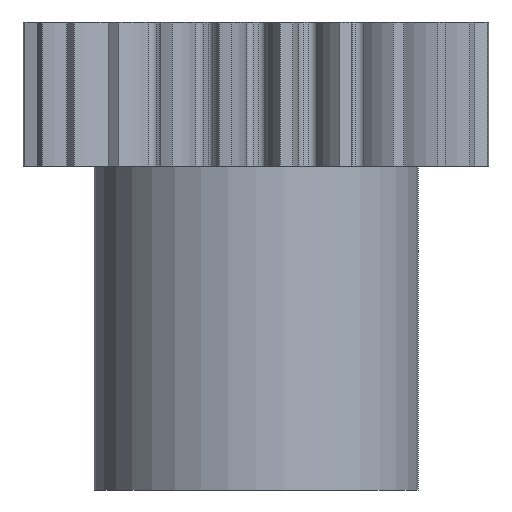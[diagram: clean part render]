
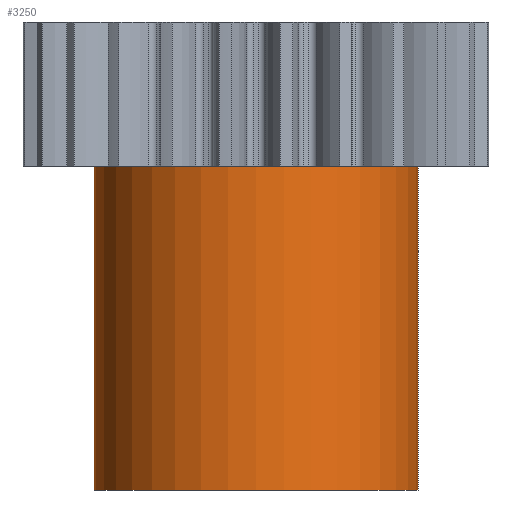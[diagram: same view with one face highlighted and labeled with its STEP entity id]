
A CAD part, front view. The second image highlights one B-rep face of the part: STEP entity #3250.
In plain terms, the highlighted cylindrical face has radius 9 mm (diameter 18 mm), a partial arc.
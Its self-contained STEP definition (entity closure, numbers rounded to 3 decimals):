
#382 = VERTEX_POINT ( 'NONE', #2431 ) ;
#384 = EDGE_CURVE ( 'NONE', #398, #382, #2437, .T. ) ;
#398 = VERTEX_POINT ( 'NONE', #2226 ) ;
#399 = VERTEX_POINT ( 'NONE', #2224 ) ;
#402 = EDGE_CURVE ( 'NONE', #399, #560, #2221, .T. ) ;
#560 = VERTEX_POINT ( 'NONE', #2494 ) ;
#1048 = EDGE_CURVE ( 'NONE', #560, #382, #3509, .T. ) ;
#2214 = DIRECTION ( 'NONE',  ( 0., 0., 1. ) ) ;
#2215 = VECTOR ( 'NONE', #2214, 1000. ) ;
#2219 = CARTESIAN_POINT ( 'NONE',  ( -9., 0., -18. ) ) ;
#2221 = LINE ( 'NONE', #2219, #2215 ) ;
#2224 = CARTESIAN_POINT ( 'NONE',  ( -9., 0., -18. ) ) ;
#2226 = CARTESIAN_POINT ( 'NONE',  ( 9., 0., -18. ) ) ;
#2423 = DIRECTION ( 'NONE',  ( 0., 0., 1. ) ) ;
#2424 = VECTOR ( 'NONE', #2423, 1000. ) ;
#2431 = CARTESIAN_POINT ( 'NONE',  ( 9., 0., 0. ) ) ;
#2436 = CARTESIAN_POINT ( 'NONE',  ( 9., 0., -18. ) ) ;
#2437 = LINE ( 'NONE', #2436, #2424 ) ;
#2494 = CARTESIAN_POINT ( 'NONE',  ( -9., 0., 0. ) ) ;
#3168 = EDGE_CURVE ( 'NONE', #399, #398, #5092, .T. ) ;
#3169 = ORIENTED_EDGE ( 'NONE', *, *, #1048, .F. ) ;
#3228 = ORIENTED_EDGE ( 'NONE', *, *, #402, .F. ) ;
#3237 = EDGE_LOOP ( 'NONE', ( #3228, #3249, #3246, #3169 ) ) ;
#3246 = ORIENTED_EDGE ( 'NONE', *, *, #384, .T. ) ;
#3249 = ORIENTED_EDGE ( 'NONE', *, *, #3168, .T. ) ;
#3250 = ADVANCED_FACE ( 'NONE', ( #5181 ), #5180, .T. ) ;
#3509 = CIRCLE ( 'NONE', #3533, 9. ) ;
#3530 = DIRECTION ( 'NONE',  ( 1., 0., 0. ) ) ;
#3531 = DIRECTION ( 'NONE',  ( 0., 0., 1. ) ) ;
#3532 = CARTESIAN_POINT ( 'NONE',  ( 0., 0., 0. ) ) ;
#3533 = AXIS2_PLACEMENT_3D ( 'NONE', #3532, #3531, #3530 ) ;
#5078 = DIRECTION ( 'NONE',  ( 1., 0., 0. ) ) ;
#5079 = DIRECTION ( 'NONE',  ( 0., 0., 1. ) ) ;
#5080 = CARTESIAN_POINT ( 'NONE',  ( 0., 0., -18. ) ) ;
#5092 = CIRCLE ( 'NONE', #5100, 9. ) ;
#5100 = AXIS2_PLACEMENT_3D ( 'NONE', #5080, #5079, #5078 ) ;
#5180 = CYLINDRICAL_SURFACE ( 'NONE', #5366, 9. ) ;
#5181 = FACE_OUTER_BOUND ( 'NONE', #3237, .T. ) ;
#5182 = DIRECTION ( 'NONE',  ( 1., 0., 0. ) ) ;
#5183 = DIRECTION ( 'NONE',  ( 0., 0., 1. ) ) ;
#5366 = AXIS2_PLACEMENT_3D ( 'NONE', #5376, #5183, #5182 ) ;
#5376 = CARTESIAN_POINT ( 'NONE',  ( 0., 0., -18. ) ) ;
